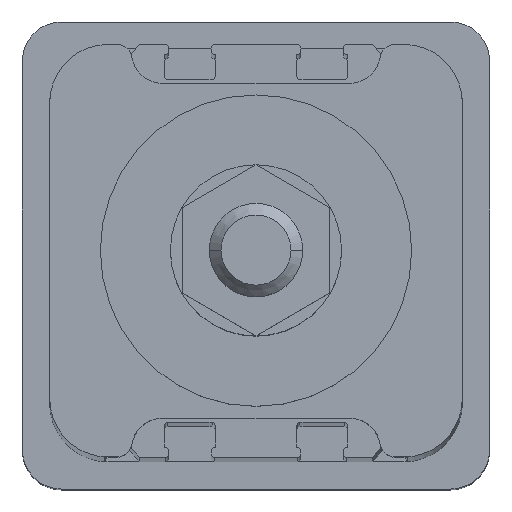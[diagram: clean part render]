
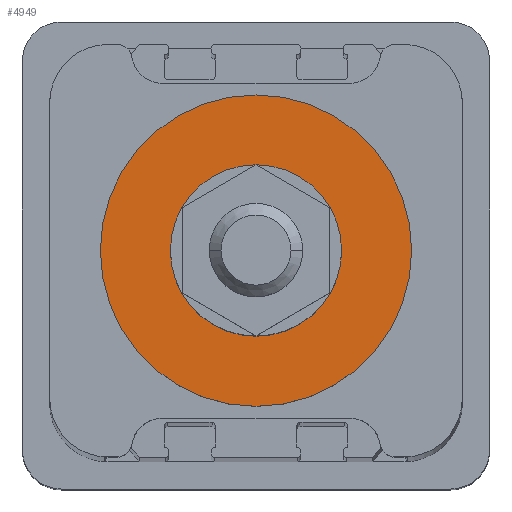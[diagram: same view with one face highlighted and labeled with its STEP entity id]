
A CAD part, top view. The second image highlights one B-rep face of the part: STEP entity #4949.
In plain terms, the highlighted planar face has unit normal (0, 0, 1).
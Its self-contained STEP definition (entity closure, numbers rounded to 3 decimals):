
#488 = VERTEX_POINT ( 'NONE', #4849 ) ;
#944 = CARTESIAN_POINT ( 'NONE',  ( 11., 0., 340. ) ) ;
#1010 = EDGE_CURVE ( 'NONE', #488, #5357, #5828, .T. ) ;
#1022 = EDGE_CURVE ( 'NONE', #2205, #2380, #5792, .T. ) ;
#1113 = EDGE_LOOP ( 'NONE', ( #3248, #3315 ) ) ;
#1158 = EDGE_LOOP ( 'NONE', ( #2890, #3224 ) ) ;
#1569 = CARTESIAN_POINT ( 'NONE',  ( -11., 0., 340. ) ) ;
#1850 = AXIS2_PLACEMENT_3D ( 'NONE', #3849, #3845, #3837 ) ;
#1861 = AXIS2_PLACEMENT_3D ( 'NONE', #3950, #3943, #3935 ) ;
#2205 = VERTEX_POINT ( 'NONE', #1569 ) ;
#2304 = CIRCLE ( 'NONE', #1850, 11. ) ;
#2312 = AXIS2_PLACEMENT_3D ( 'NONE', #6071, #6015, #6009 ) ;
#2322 = CIRCLE ( 'NONE', #1861, 20. ) ;
#2380 = VERTEX_POINT ( 'NONE', #944 ) ;
#2890 = ORIENTED_EDGE ( 'NONE', *, *, #1022, .F. ) ;
#2933 = FACE_BOUND ( 'NONE', #1158, .T. ) ;
#2963 = FACE_OUTER_BOUND ( 'NONE', #1113, .T. ) ;
#3224 = ORIENTED_EDGE ( 'NONE', *, *, #5664, .F. ) ;
#3248 = ORIENTED_EDGE ( 'NONE', *, *, #1010, .T. ) ;
#3315 = ORIENTED_EDGE ( 'NONE', *, *, #5651, .T. ) ;
#3405 = DIRECTION ( 'NONE',  ( 0., 0., 1. ) ) ;
#3837 = DIRECTION ( 'NONE',  ( 1., 0., 0. ) ) ;
#3845 = DIRECTION ( 'NONE',  ( 0., 0., 1. ) ) ;
#3849 = CARTESIAN_POINT ( 'NONE',  ( 0., 0., 340. ) ) ;
#3935 = DIRECTION ( 'NONE',  ( 1., 0., 0. ) ) ;
#3943 = DIRECTION ( 'NONE',  ( 0., 0., 1. ) ) ;
#3950 = CARTESIAN_POINT ( 'NONE',  ( 0., 0., 340. ) ) ;
#4674 = AXIS2_PLACEMENT_3D ( 'NONE', #5092, #3405, #5178 ) ;
#4711 = AXIS2_PLACEMENT_3D ( 'NONE', #5595, #6039, #5528 ) ;
#4849 = CARTESIAN_POINT ( 'NONE',  ( -20., 0., 340. ) ) ;
#4949 = ADVANCED_FACE ( 'NONE', ( #2933, #2963 ), #6024, .T. ) ;
#5092 = CARTESIAN_POINT ( 'NONE',  ( 0., 0., 340. ) ) ;
#5178 = DIRECTION ( 'NONE',  ( 1., 0., 0. ) ) ;
#5222 = CARTESIAN_POINT ( 'NONE',  ( 20., 0., 340. ) ) ;
#5357 = VERTEX_POINT ( 'NONE', #5222 ) ;
#5528 = DIRECTION ( 'NONE',  ( 1., 0., 0. ) ) ;
#5595 = CARTESIAN_POINT ( 'NONE',  ( 0., 0., 340. ) ) ;
#5651 = EDGE_CURVE ( 'NONE', #5357, #488, #2322, .T. ) ;
#5664 = EDGE_CURVE ( 'NONE', #2380, #2205, #2304, .T. ) ;
#5792 = CIRCLE ( 'NONE', #4674, 11. ) ;
#5828 = CIRCLE ( 'NONE', #4711, 20. ) ;
#6009 = DIRECTION ( 'NONE',  ( 1., 0., 0. ) ) ;
#6015 = DIRECTION ( 'NONE',  ( 0., 0., 1. ) ) ;
#6024 = PLANE ( 'NONE',  #2312 ) ;
#6039 = DIRECTION ( 'NONE',  ( 0., 0., 1. ) ) ;
#6071 = CARTESIAN_POINT ( 'NONE',  ( 0., 0., 340. ) ) ;
